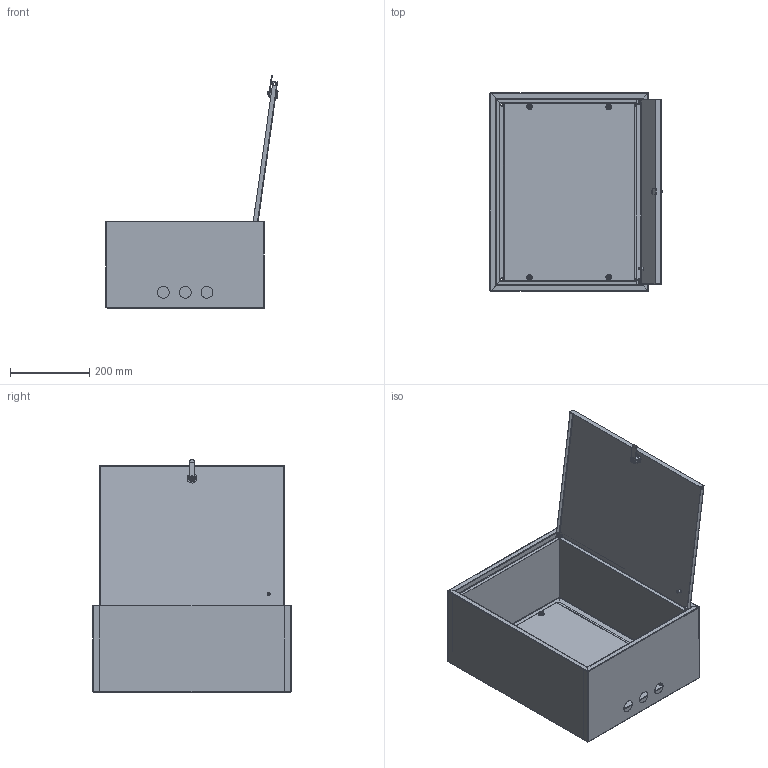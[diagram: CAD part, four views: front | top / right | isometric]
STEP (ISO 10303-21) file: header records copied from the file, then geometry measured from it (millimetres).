
FILE_DESCRIPTION (( 'STEP AP214' ), '1' );
FILE_NAME ('ÌÈ-576.00.00.000 ÙÌÏ-2-0 (500õ400õ220) Basic.STEP', '2018-10-05T10:22:14', ( 'Admin' ), ( '' ), 'SwSTEP 2.0', 'SolidWorks 2017', '' );
FILE_SCHEMA (( 'AUTOMOTIVE_DESIGN' ));
Length unit declared in the file: millimetre
Products named in the file (25): Òåëî çàìêà; Çàêëåïêà öèëèíäðè÷åñêàÿ Ì4 ÑÒ-Á ñ âíóòðåííåé ðåçüáîé_Œ8; ﾌﾈ-576.02.00.001 ﾄ粢; ÌÈ-576.01.00.000 Êîðïóñ â ñáîðå; ÌÈ-576.01.02.000 Ñòåíêà çàäíÿÿ â ñáîðå; ÌÈ-576.00.00.001 Ïàíåëü ìîíòàæíàÿ; Øïèëüêà îáìåäíåííàÿ Ì6õ20; pan head cross recess screw_din_ISO 7045 - M4 x 16 - Z --- 16N; ÌÈ-576.01.02.001 Ñòåíêà çàäíÿÿ; hex flange nut_din_Hexagon Flange Nut DIN 6923 - M6 - N; ÌÈ-576.01.01.000 Ñòåíêà ïðàâàÿ â ñáîðå; ÌÈ-576.02.00.000 Äâåðü â ñáîðå; Øïèëüêà Ì6õ12; Çàìîê ïî÷òîâûé; ÌÈ-576.01.01.001 Ñòåíêà ïðàâàÿ; ßçû÷îê 2; Âíóòðåííåå òåëî çàìêà; ÌÈ-576.00.00.000 ÙÌÏ-2-0 (500õ400õ220) Basic; Ãàéêà; Ïðîêëàäêà ìåòàëëè÷åñêàÿ 2; pan head cross recess screw_din_ISO 7045 - M4 x 6 - Z --- 6N; Ïðîêëàäêà; Washer 6402_3_gost_丐ｩ｡ 2 6 ヮ葬 6402-70; 哏铌; Ïðîêëàäêà ìåòàëëè÷åñêàÿ
Assembly tree (33 placements, depth 4):
  ÌÈ-576.00.00.000 ÙÌÏ-2-0 (500õ400õ220) Basic
    ÌÈ-576.01.00.000 Êîðïóñ â ñáîðå
      ÌÈ-576.01.01.000 Ñòåíêà ïðàâàÿ â ñáîðå
        ÌÈ-576.01.01.001 Ñòåíêà ïðàâàÿ
        Øïèëüêà Ì6õ12
      ÌÈ-576.01.02.000 Ñòåíêà çàäíÿÿ â ñáîðå
        ÌÈ-576.01.02.001 Ñòåíêà çàäíÿÿ
        Øïèëüêà îáìåäíåííàÿ Ì6õ20  x4
    ÌÈ-576.02.00.000 Äâåðü â ñáîðå
      ﾌﾈ-576.02.00.001 ﾄ粢
      Çàêëåïêà öèëèíäðè÷åñêàÿ Ì4 ÑÒ-Á ñ âíóòðåííåé ðåçüáîé_Œ8  x2
      Øïèëüêà Ì6õ12
      Çàìîê ïî÷òîâûé
        Òåëî çàìêà
        Ïðîêëàäêà ìåòàëëè÷åñêàÿ
        哏铌
        Washer 6402_3_gost_丐ｩ｡ 2 6 ヮ葬 6402-70
        Ïðîêëàäêà
        pan head cross recess screw_din_ISO 7045 - M4 x 6 - Z --- 6N
        Ïðîêëàäêà ìåòàëëè÷åñêàÿ 2
        Ãàéêà
        Âíóòðåííåå òåëî çàìêà
        ßçû÷îê 2
    hex flange nut_din_Hexagon Flange Nut DIN 6923 - M6 - N  x4
    pan head cross recess screw_din_ISO 7045 - M4 x 16 - Z --- 16N  x2
    ÌÈ-576.00.00.001 Ïàíåëü ìîíòàæíàÿ
Bounding box: 434.46 x 500 x 586.59 mm (x, y, z)
Volume: 634178.3 mm3; surface area: 2089762.9 mm2
Topology: 28 solids, 28 shells, 1007 faces, 2368 edges, 1447 vertices
Faces by surface type: plane 485, cylinder 216, bspline 180, cone 92, torus 28, sphere 6
Entity records: 24741 total; most frequent: CARTESIAN_POINT 8704, ORIENTED_EDGE 3164, DIRECTION 2944, EDGE_CURVE 1582, AXIS2_PLACEMENT_3D 996, VERTEX_POINT 958, LINE 952, VECTOR 952
